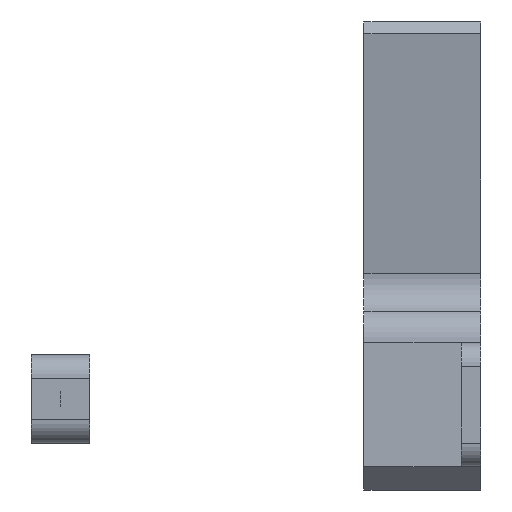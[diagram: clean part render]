
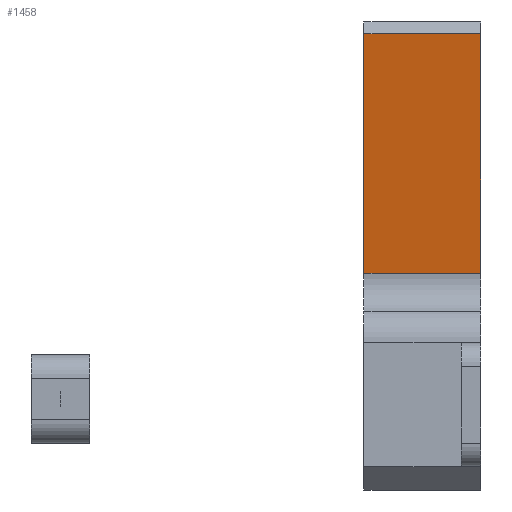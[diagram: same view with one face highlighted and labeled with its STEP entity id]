
A CAD part, left-side view. The second image highlights one B-rep face of the part: STEP entity #1458.
In plain terms, the highlighted planar face has unit normal (-0.985, 0, -0.174).
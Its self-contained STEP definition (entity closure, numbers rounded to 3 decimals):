
#81=PLANE('',#1595);
#154=FACE_OUTER_BOUND('',#256,.T.);
#256=EDGE_LOOP('',(#1293,#1294,#1295,#1296));
#348=LINE('',#2297,#492);
#392=LINE('',#2399,#536);
#393=LINE('',#2402,#537);
#394=LINE('',#2403,#538);
#492=VECTOR('',#1879,10.);
#536=VECTOR('',#1979,10.);
#537=VECTOR('',#1982,10.);
#538=VECTOR('',#1983,10.);
#710=VERTEX_POINT('',#2294);
#711=VERTEX_POINT('',#2296);
#741=VERTEX_POINT('',#2397);
#742=VERTEX_POINT('',#2401);
#883=EDGE_CURVE('',#710,#711,#348,.T.);
#935=EDGE_CURVE('',#711,#741,#392,.T.);
#936=EDGE_CURVE('',#741,#742,#393,.T.);
#937=EDGE_CURVE('',#742,#710,#394,.T.);
#1293=ORIENTED_EDGE('',*,*,#936,.F.);
#1294=ORIENTED_EDGE('',*,*,#935,.F.);
#1295=ORIENTED_EDGE('',*,*,#883,.F.);
#1296=ORIENTED_EDGE('',*,*,#937,.F.);
#1458=ADVANCED_FACE('',(#154),#81,.T.);
#1595=AXIS2_PLACEMENT_3D('',#2400,#1980,#1981);
#1879=DIRECTION('',(0.174,0.,-0.985));
#1979=DIRECTION('',(0.,1.,0.));
#1980=DIRECTION('center_axis',(-0.985,0.,-0.174));
#1981=DIRECTION('ref_axis',(0.,-1.,0.));
#1982=DIRECTION('',(-0.174,0.,0.985));
#1983=DIRECTION('',(0.,-1.,0.));
#2294=CARTESIAN_POINT('',(-11.235,1.968,59.015));
#2296=CARTESIAN_POINT('',(-7.621,1.968,38.521));
#2297=CARTESIAN_POINT('',(-7.224,1.968,36.27));
#2397=CARTESIAN_POINT('',(-7.621,11.968,38.521));
#2399=CARTESIAN_POINT('',(-7.621,11.968,38.521));
#2400=CARTESIAN_POINT('Origin',(-7.,1.968,35.));
#2401=CARTESIAN_POINT('',(-11.235,11.968,59.015));
#2402=CARTESIAN_POINT('',(-7.599,11.968,38.398));
#2403=CARTESIAN_POINT('',(-11.235,6.968,59.015));
